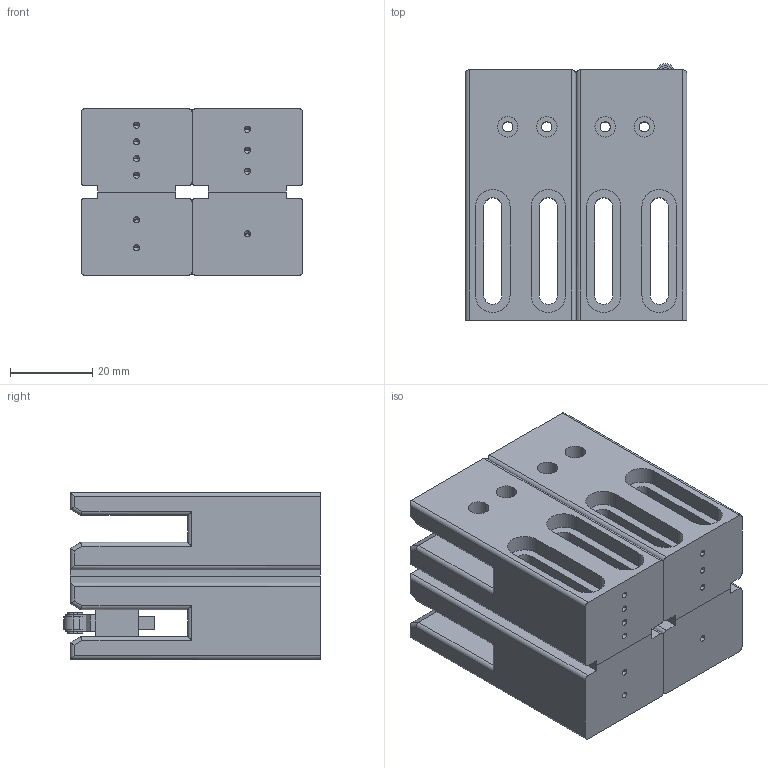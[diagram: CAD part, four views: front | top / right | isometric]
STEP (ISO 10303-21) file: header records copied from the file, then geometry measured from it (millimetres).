
FILE_DESCRIPTION (( 'STEP AP203' ), '1' );
FILE_NAME ('LIMIT SWITCH HOLDER.STEP', '2020-10-31T01:57:50', ( 'root' ), ( '' ), 'SwSTEP 2.0', 'SolidWorks 2019', '' );
FILE_SCHEMA (( 'CONFIG_CONTROL_DESIGN' ));
Length unit declared in the file: millimetre
Products named in the file (1): LIMIT SWITCH HOLDER
Bounding box: 54.07 x 62.55 x 40.74 mm (x, y, z)
Volume: 88026.4 mm3; surface area: 42215.6 mm2
Topology: 7 solids, 7 shells, 427 faces, 1076 edges, 686 vertices
Faces by surface type: plane 217, cylinder 190, cone 20
Entity records: 12747 total; most frequent: CARTESIAN_POINT 2362, DIRECTION 2124, ORIENTED_EDGE 2112, EDGE_CURVE 1056, VECTOR 716, LINE 716, AXIS2_PLACEMENT_3D 704, VERTEX_POINT 686
